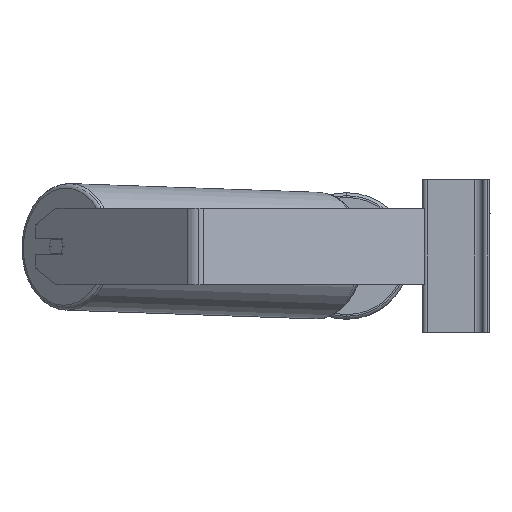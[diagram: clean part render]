
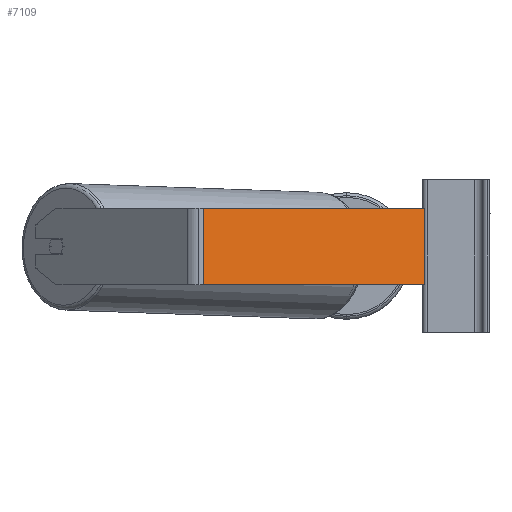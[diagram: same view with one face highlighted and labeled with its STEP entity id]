
A CAD part, left-side view. The second image highlights one B-rep face of the part: STEP entity #7109.
In plain terms, the highlighted planar face has unit normal (-0.94, -0.342, 0).
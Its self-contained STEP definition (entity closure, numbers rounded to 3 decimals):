
#46 = VERTEX_POINT ( 'NONE', #1241 ) ;
#944 = VERTEX_POINT ( 'NONE', #4123 ) ;
#1232 = EDGE_CURVE ( 'NONE', #8301, #944, #2076, .T. ) ;
#1241 = CARTESIAN_POINT ( 'NONE',  ( -671.985, 248.02, -30. ) ) ;
#1592 = VECTOR ( 'NONE', #9000, 1000. ) ;
#1688 = ORIENTED_EDGE ( 'NONE', *, *, #8109, .F. ) ;
#1716 = VERTEX_POINT ( 'NONE', #4446 ) ;
#1967 = CARTESIAN_POINT ( 'NONE',  ( -675.471, 257.599, 50. ) ) ;
#2076 = LINE ( 'NONE', #1967, #9806 ) ;
#2171 = DIRECTION ( 'NONE',  ( 0.342, -0.94, 0. ) ) ;
#2244 = CARTESIAN_POINT ( 'NONE',  ( -587.518, 15.948, 50. ) ) ;
#2301 = DIRECTION ( 'NONE',  ( 0., 0., -1. ) ) ;
#3075 = PLANE ( 'NONE',  #5696 ) ;
#3138 = CARTESIAN_POINT ( 'NONE',  ( -675.471, 257.599, -30. ) ) ;
#3863 = DIRECTION ( 'NONE',  ( -0.342, 0.94, 0. ) ) ;
#3924 = CARTESIAN_POINT ( 'NONE',  ( -675.471, 257.599, 50. ) ) ;
#4123 = CARTESIAN_POINT ( 'NONE',  ( -587.518, 15.948, 50. ) ) ;
#4446 = CARTESIAN_POINT ( 'NONE',  ( -587.518, 15.948, -30. ) ) ;
#5696 = AXIS2_PLACEMENT_3D ( 'NONE', #3924, #6546, #3863 ) ;
#6126 = ORIENTED_EDGE ( 'NONE', *, *, #9836, .T. ) ;
#6495 = LINE ( 'NONE', #3138, #11025 ) ;
#6546 = DIRECTION ( 'NONE',  ( 0.94, 0.342, 0. ) ) ;
#6580 = LINE ( 'NONE', #2244, #8478 ) ;
#6866 = ORIENTED_EDGE ( 'NONE', *, *, #7501, .T. ) ;
#7109 = ADVANCED_FACE ( 'NONE', ( #10835 ), #3075, .F. ) ;
#7501 = EDGE_CURVE ( 'NONE', #8301, #46, #10821, .T. ) ;
#8109 = EDGE_CURVE ( 'NONE', #944, #1716, #6580, .T. ) ;
#8301 = VERTEX_POINT ( 'NONE', #8747 ) ;
#8478 = VECTOR ( 'NONE', #2301, 1000. ) ;
#8747 = CARTESIAN_POINT ( 'NONE',  ( -671.985, 248.02, 50. ) ) ;
#9000 = DIRECTION ( 'NONE',  ( 0., 0., -1. ) ) ;
#9673 = DIRECTION ( 'NONE',  ( 0.342, -0.94, 0. ) ) ;
#9680 = ORIENTED_EDGE ( 'NONE', *, *, #1232, .F. ) ;
#9702 = EDGE_LOOP ( 'NONE', ( #6126, #1688, #9680, #6866 ) ) ;
#9806 = VECTOR ( 'NONE', #9673, 1000. ) ;
#9836 = EDGE_CURVE ( 'NONE', #46, #1716, #6495, .T. ) ;
#9845 = CARTESIAN_POINT ( 'NONE',  ( -671.985, 248.02, 50. ) ) ;
#10821 = LINE ( 'NONE', #9845, #1592 ) ;
#10835 = FACE_OUTER_BOUND ( 'NONE', #9702, .T. ) ;
#11025 = VECTOR ( 'NONE', #2171, 1000. ) ;
